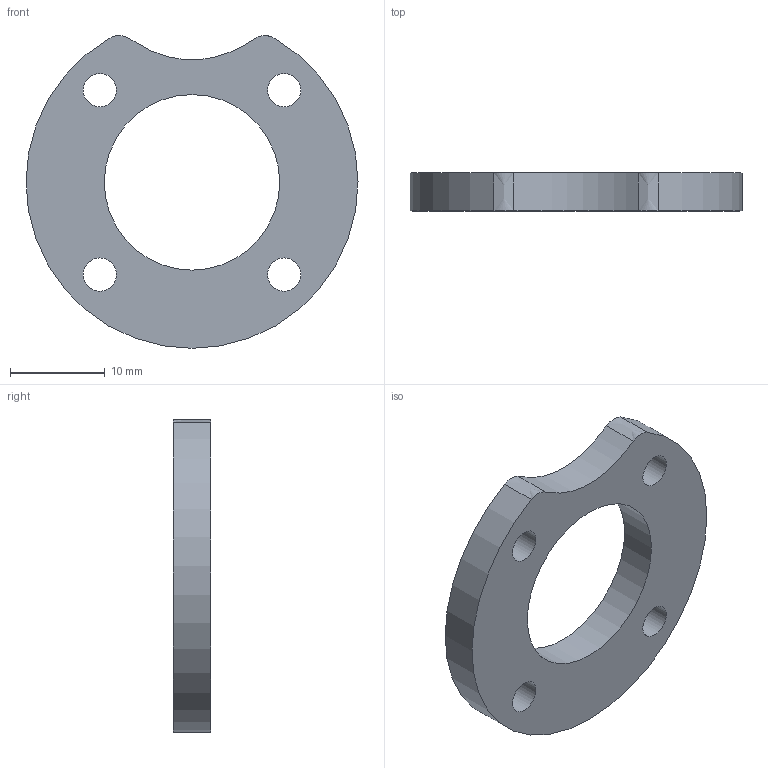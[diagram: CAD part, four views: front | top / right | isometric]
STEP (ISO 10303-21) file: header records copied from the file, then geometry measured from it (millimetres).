
FILE_DESCRIPTION(/* description */ (''),/* implementation_level */ '2;1');
FILE_NAME(/* name */ 'Mount Ring - ALUMINIUM.stp',/* time_stamp */ '2019-07-16T17:24:08+02:00',/* author */ ('Petar'),/* organization */ (''),/* preprocessor_version */ 'ST-DEVELOPER v17.2',/* originating_system */ 'Autodesk Inventor 2019',/* authorisation */ '');
FILE_SCHEMA (('AUTOMOTIVE_DESIGN { 1 0 10303 214 3 1 1 }'));
Length unit declared in the file: millimetre
Products named in the file (1): Motor Mount
Bounding box: 35 x 4 x 32.97 mm (x, y, z)
Volume: 2432.8 mm3; surface area: 2066.1 mm2
Topology: 1 solids, 1 shells, 11 faces, 27 edges, 18 vertices
Faces by surface type: cylinder 6, bspline 3, plane 2
Full cylindrical faces by diameter (mm): 3.5 x4, 18.5 x1
Entity records: 448 total; most frequent: CARTESIAN_POINT 140, ORIENTED_EDGE 54, DIRECTION 47, EDGE_CURVE 27, EDGE_LOOP 21, AXIS2_PLACEMENT_3D 21, VERTEX_POINT 18, CIRCLE 12
